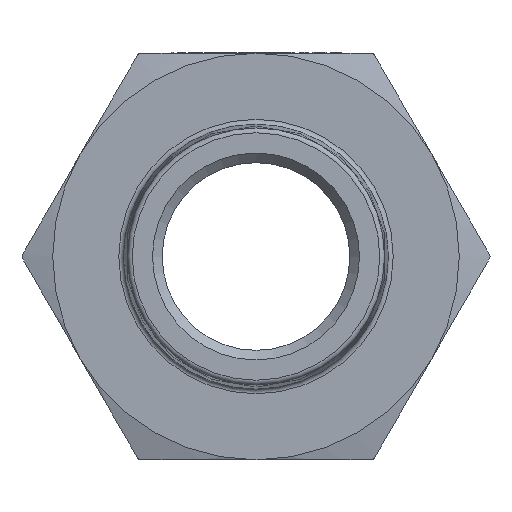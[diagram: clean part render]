
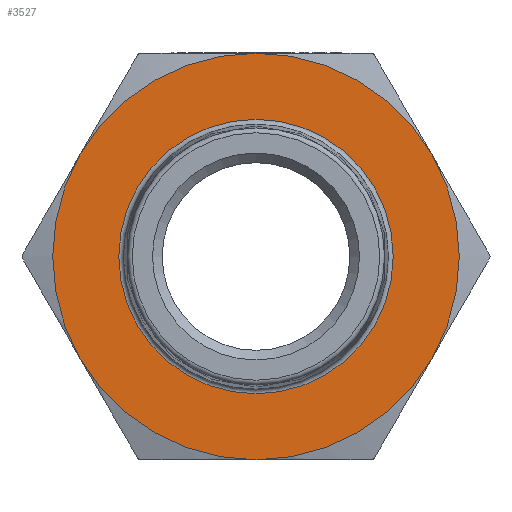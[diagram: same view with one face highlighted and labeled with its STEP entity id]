
A CAD part, left-side view. The second image highlights one B-rep face of the part: STEP entity #3527.
In plain terms, the highlighted planar face has unit normal (-1, 0, 0).
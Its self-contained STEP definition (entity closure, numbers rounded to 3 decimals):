
#9 = AXIS2_PLACEMENT_3D ( 'NONE', #7224, #7225, #7226 ) ;
#10 = AXIS2_PLACEMENT_3D ( 'NONE', #6573, #6574, #6575 ) ;
#11 = AXIS2_PLACEMENT_3D ( 'NONE', #7211, #7212, #7213 ) ;
#93 = CARTESIAN_POINT ( 'NONE',  ( -5.75, 0., 0. ) ) ;
#109 = CARTESIAN_POINT ( 'NONE',  ( -5.75, 0., -13.163 ) ) ;
#252 = DIRECTION ( 'NONE',  ( -1., 0., 0. ) ) ;
#260 = DIRECTION ( 'NONE',  ( 0., 0., 1. ) ) ;
#397 = CIRCLE ( 'NONE', #1921, 19.5 ) ;
#417 = VERTEX_POINT ( 'NONE', #2630 ) ;
#442 = VERTEX_POINT ( 'NONE', #2496 ) ;
#458 = VERTEX_POINT ( 'NONE', #2328 ) ;
#514 = VERTEX_POINT ( 'NONE', #2679 ) ;
#519 = VERTEX_POINT ( 'NONE', #2297 ) ;
#569 = VERTEX_POINT ( 'NONE', #2193 ) ;
#728 = EDGE_LOOP ( 'NONE', ( #12605 ) ) ;
#730 = EDGE_LOOP ( 'NONE', ( #12500, #12188, #12274, #12754, #12797, #12774 ) ) ;
#1921 = AXIS2_PLACEMENT_3D ( 'NONE', #10243, #10471, #10162 ) ;
#1945 = EDGE_CURVE ( 'NONE', #569, #514, #397, .T. ) ;
#2193 = CARTESIAN_POINT ( 'NONE',  ( -5.75, 0., 19.5 ) ) ;
#2297 = CARTESIAN_POINT ( 'NONE',  ( -5.75, -16.887, 9.75 ) ) ;
#2328 = CARTESIAN_POINT ( 'NONE',  ( -5.75, 0., -19.5 ) ) ;
#2496 = CARTESIAN_POINT ( 'NONE',  ( -5.75, 16.887, -9.75 ) ) ;
#2630 = CARTESIAN_POINT ( 'NONE',  ( -5.75, -16.887, -9.75 ) ) ;
#2679 = CARTESIAN_POINT ( 'NONE',  ( -5.75, 16.887, 9.75 ) ) ;
#3527 = ADVANCED_FACE ( 'NONE', ( #4931, #4932 ), #4654, .F. ) ;
#3985 = CIRCLE ( 'NONE', #14233, 19.5 ) ;
#4654 = PLANE ( 'NONE',  #9389 ) ;
#4655 = CARTESIAN_POINT ( 'NONE',  ( -5.75, 0., 0. ) ) ;
#4656 = DIRECTION ( 'NONE',  ( 1., 0., 0. ) ) ;
#4658 = DIRECTION ( 'NONE',  ( 0., 0., -1. ) ) ;
#4931 = FACE_OUTER_BOUND ( 'NONE', #730, .T. ) ;
#4932 = FACE_BOUND ( 'NONE', #728, .T. ) ;
#6149 = CIRCLE ( 'NONE', #10, 19.5 ) ;
#6262 = CIRCLE ( 'NONE', #11, 19.5 ) ;
#6267 = CIRCLE ( 'NONE', #9, 19.5 ) ;
#6298 = CIRCLE ( 'NONE', #9361, 19.5 ) ;
#6334 = CIRCLE ( 'NONE', #12865, 13.163 ) ;
#6573 = CARTESIAN_POINT ( 'NONE',  ( -5.75, 0., 0. ) ) ;
#6574 = DIRECTION ( 'NONE',  ( -1., 0., 0. ) ) ;
#6575 = DIRECTION ( 'NONE',  ( 0., 0., 1. ) ) ;
#7211 = CARTESIAN_POINT ( 'NONE',  ( -5.75, 0., 0. ) ) ;
#7212 = DIRECTION ( 'NONE',  ( -1., 0., 0. ) ) ;
#7213 = DIRECTION ( 'NONE',  ( 0., 0., 1. ) ) ;
#7224 = CARTESIAN_POINT ( 'NONE',  ( -5.75, 0., 0. ) ) ;
#7225 = DIRECTION ( 'NONE',  ( -1., 0., 0. ) ) ;
#7226 = DIRECTION ( 'NONE',  ( 0., 0., 1. ) ) ;
#7789 = CARTESIAN_POINT ( 'NONE',  ( -5.75, 0., 0. ) ) ;
#7790 = DIRECTION ( 'NONE',  ( -1., 0., 0. ) ) ;
#7791 = DIRECTION ( 'NONE',  ( 0., 0., 1. ) ) ;
#7953 = CARTESIAN_POINT ( 'NONE',  ( -5.75, 0., 0. ) ) ;
#7954 = DIRECTION ( 'NONE',  ( -1., 0., 0. ) ) ;
#7955 = DIRECTION ( 'NONE',  ( 0., 0., -1. ) ) ;
#9361 = AXIS2_PLACEMENT_3D ( 'NONE', #7789, #7790, #7791 ) ;
#9389 = AXIS2_PLACEMENT_3D ( 'NONE', #4655, #4656, #4658 ) ;
#10162 = DIRECTION ( 'NONE',  ( 0., 0., 1. ) ) ;
#10243 = CARTESIAN_POINT ( 'NONE',  ( -5.75, 0., 0. ) ) ;
#10471 = DIRECTION ( 'NONE',  ( -1., 0., 0. ) ) ;
#12030 = VERTEX_POINT ( 'NONE', #109 ) ;
#12188 = ORIENTED_EDGE ( 'NONE', *, *, #15097, .T. ) ;
#12274 = ORIENTED_EDGE ( 'NONE', *, *, #15315, .T. ) ;
#12500 = ORIENTED_EDGE ( 'NONE', *, *, #14840, .T. ) ;
#12605 = ORIENTED_EDGE ( 'NONE', *, *, #15167, .F. ) ;
#12754 = ORIENTED_EDGE ( 'NONE', *, *, #1945, .T. ) ;
#12774 = ORIENTED_EDGE ( 'NONE', *, *, #14601, .T. ) ;
#12797 = ORIENTED_EDGE ( 'NONE', *, *, #14852, .T. ) ;
#12865 = AXIS2_PLACEMENT_3D ( 'NONE', #7953, #7954, #7955 ) ;
#14233 = AXIS2_PLACEMENT_3D ( 'NONE', #93, #252, #260 ) ;
#14601 = EDGE_CURVE ( 'NONE', #442, #458, #6149, .T. ) ;
#14840 = EDGE_CURVE ( 'NONE', #458, #417, #6262, .T. ) ;
#14852 = EDGE_CURVE ( 'NONE', #514, #442, #6267, .T. ) ;
#15097 = EDGE_CURVE ( 'NONE', #417, #519, #6298, .T. ) ;
#15167 = EDGE_CURVE ( 'NONE', #12030, #12030, #6334, .T. ) ;
#15315 = EDGE_CURVE ( 'NONE', #519, #569, #3985, .T. ) ;
